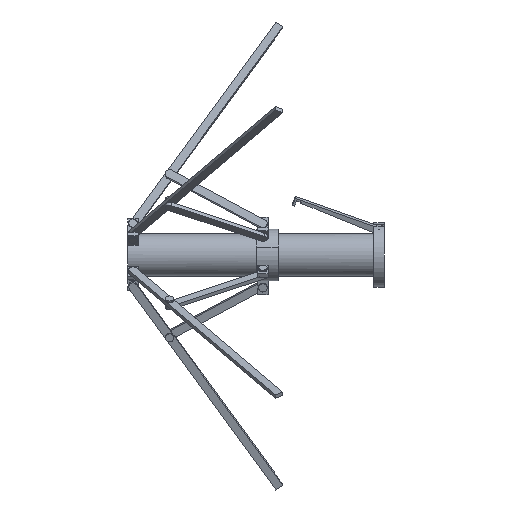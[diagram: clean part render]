
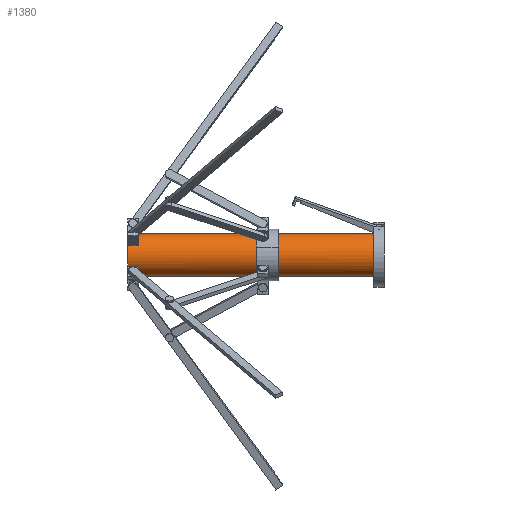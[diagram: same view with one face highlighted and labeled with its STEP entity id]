
A CAD part, left-side view. The second image highlights one B-rep face of the part: STEP entity #1380.
In plain terms, the highlighted cylindrical face has radius 10 mm (diameter 20 mm), a partial arc.
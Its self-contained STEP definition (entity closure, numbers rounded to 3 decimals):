
#64 = ORIENTED_EDGE ( 'NONE', *, *, #1544, .F. ) ;
#212 = CARTESIAN_POINT ( 'NONE',  ( -2.167, -120., 9.762 ) ) ;
#226 = DIRECTION ( 'NONE',  ( 0., -1., 0. ) ) ;
#305 = EDGE_CURVE ( 'NONE', #7160, #1422, #7559, .T. ) ;
#348 = EDGE_CURVE ( 'NONE', #2110, #1384, #3604, .T. ) ;
#358 = CARTESIAN_POINT ( 'NONE',  ( -7.786, -5., 6.275 ) ) ;
#359 = CIRCLE ( 'NONE', #650, 10. ) ;
#547 = DIRECTION ( 'NONE',  ( 0., -1., 0. ) ) ;
#562 = DIRECTION ( 'NONE',  ( 0., 0., -1. ) ) ;
#632 = DIRECTION ( 'NONE',  ( 0., -1., 0. ) ) ;
#650 = AXIS2_PLACEMENT_3D ( 'NONE', #6040, #226, #4392 ) ;
#877 = DIRECTION ( 'NONE',  ( 0., 0., 1. ) ) ;
#897 = CARTESIAN_POINT ( 'NONE',  ( 0., 0., 0. ) ) ;
#927 = FACE_OUTER_BOUND ( 'NONE', #4219, .T. ) ;
#1020 = AXIS2_PLACEMENT_3D ( 'NONE', #5837, #2835, #2349 ) ;
#1115 = DIRECTION ( 'NONE',  ( 0., 0., 1. ) ) ;
#1146 = EDGE_CURVE ( 'NONE', #5432, #3144, #2126, .T. ) ;
#1172 = CARTESIAN_POINT ( 'NONE',  ( 0., -120., 0. ) ) ;
#1335 = CARTESIAN_POINT ( 'NONE',  ( -8.374, 0., -5.466 ) ) ;
#1348 = ORIENTED_EDGE ( 'NONE', *, *, #4887, .F. ) ;
#1372 = ORIENTED_EDGE ( 'NONE', *, *, #4792, .T. ) ;
#1380 = ADVANCED_FACE ( 'NONE', ( #927 ), #2742, .T. ) ;
#1384 = VERTEX_POINT ( 'NONE', #5278 ) ;
#1422 = VERTEX_POINT ( 'NONE', #3642 ) ;
#1433 = LINE ( 'NONE', #5982, #4628 ) ;
#1445 = CARTESIAN_POINT ( 'NONE',  ( -4.965, -115., 8.68 ) ) ;
#1544 = EDGE_CURVE ( 'NONE', #4672, #2798, #4877, .T. ) ;
#1650 = CARTESIAN_POINT ( 'NONE',  ( 0., -115., -10. ) ) ;
#1665 = VERTEX_POINT ( 'NONE', #358 ) ;
#1673 = ORIENTED_EDGE ( 'NONE', *, *, #3195, .F. ) ;
#1723 = CARTESIAN_POINT ( 'NONE',  ( 0., 0., -10. ) ) ;
#1756 = AXIS2_PLACEMENT_3D ( 'NONE', #5760, #2248, #4546 ) ;
#1790 = VECTOR ( 'NONE', #5362, 1000. ) ;
#1827 = DIRECTION ( 'NONE',  ( 0., 1., 0. ) ) ;
#1932 = EDGE_CURVE ( 'NONE', #2798, #3144, #2028, .T. ) ;
#1979 = CARTESIAN_POINT ( 'NONE',  ( -2.167, -115., 9.762 ) ) ;
#1983 = ORIENTED_EDGE ( 'NONE', *, *, #348, .T. ) ;
#2028 = LINE ( 'NONE', #3466, #4872 ) ;
#2029 = CARTESIAN_POINT ( 'NONE',  ( 0., -120., -10. ) ) ;
#2042 = EDGE_CURVE ( 'NONE', #5432, #7160, #4316, .T. ) ;
#2048 = VECTOR ( 'NONE', #4459, 1000. ) ;
#2110 = VERTEX_POINT ( 'NONE', #5459 ) ;
#2126 = CIRCLE ( 'NONE', #3217, 10. ) ;
#2188 = CIRCLE ( 'NONE', #5048, 10. ) ;
#2248 = DIRECTION ( 'NONE',  ( 0., -1., 0. ) ) ;
#2349 = DIRECTION ( 'NONE',  ( 0., 0., 1. ) ) ;
#2471 = EDGE_CURVE ( 'NONE', #5231, #6708, #7349, .T. ) ;
#2647 = DIRECTION ( 'NONE',  ( 0., 1., 0. ) ) ;
#2732 = VERTEX_POINT ( 'NONE', #4208 ) ;
#2735 = VECTOR ( 'NONE', #3547, 1000. ) ;
#2742 = CYLINDRICAL_SURFACE ( 'NONE', #4806, 10. ) ;
#2798 = VERTEX_POINT ( 'NONE', #3130 ) ;
#2835 = DIRECTION ( 'NONE',  ( 0., 1., 0. ) ) ;
#2892 = DIRECTION ( 'NONE',  ( 0., -1., 0. ) ) ;
#2904 = DIRECTION ( 'NONE',  ( 0., -1., 0. ) ) ;
#2908 = CIRCLE ( 'NONE', #1020, 10. ) ;
#2934 = CARTESIAN_POINT ( 'NONE',  ( -2.167, -115., 9.762 ) ) ;
#3005 = VECTOR ( 'NONE', #632, 1000. ) ;
#3111 = EDGE_CURVE ( 'NONE', #1422, #3477, #6044, .T. ) ;
#3126 = AXIS2_PLACEMENT_3D ( 'NONE', #897, #2647, #7343 ) ;
#3130 = CARTESIAN_POINT ( 'NONE',  ( -7.117, 0., -7.025 ) ) ;
#3144 = VERTEX_POINT ( 'NONE', #3399 ) ;
#3195 = EDGE_CURVE ( 'NONE', #6369, #2732, #2908, .T. ) ;
#3217 = AXIS2_PLACEMENT_3D ( 'NONE', #5241, #2904, #1115 ) ;
#3220 = ORIENTED_EDGE ( 'NONE', *, *, #5267, .T. ) ;
#3239 = CARTESIAN_POINT ( 'NONE',  ( -7.786, 0., 6.275 ) ) ;
#3399 = CARTESIAN_POINT ( 'NONE',  ( -7.117, -5., -7.025 ) ) ;
#3400 = LINE ( 'NONE', #2029, #7086 ) ;
#3462 = EDGE_CURVE ( 'NONE', #6708, #6274, #5580, .T. ) ;
#3466 = CARTESIAN_POINT ( 'NONE',  ( -7.117, -120., -7.025 ) ) ;
#3477 = VERTEX_POINT ( 'NONE', #4597 ) ;
#3547 = DIRECTION ( 'NONE',  ( 0., 1., 0. ) ) ;
#3604 = LINE ( 'NONE', #1445, #2048 ) ;
#3642 = CARTESIAN_POINT ( 'NONE',  ( -8.88, 0., 4.598 ) ) ;
#3656 = CARTESIAN_POINT ( 'NONE',  ( -8.374, -120., -5.466 ) ) ;
#3743 = VERTEX_POINT ( 'NONE', #1650 ) ;
#3811 = DIRECTION ( 'NONE',  ( 0., 1., 0. ) ) ;
#4208 = CARTESIAN_POINT ( 'NONE',  ( 0., 0., 10. ) ) ;
#4219 = EDGE_LOOP ( 'NONE', ( #1348, #7056, #1983, #3220, #6435, #5643, #1372, #1673, #4551, #4928, #5447, #7320, #6339, #6587, #5611, #64 ) ) ;
#4287 = EDGE_CURVE ( 'NONE', #1665, #3477, #359, .T. ) ;
#4316 = LINE ( 'NONE', #3656, #2735 ) ;
#4392 = DIRECTION ( 'NONE',  ( 0., 0., 1. ) ) ;
#4459 = DIRECTION ( 'NONE',  ( 0., -1., 0. ) ) ;
#4529 = CARTESIAN_POINT ( 'NONE',  ( -8.88, -120., 4.598 ) ) ;
#4546 = DIRECTION ( 'NONE',  ( 0., 0., -1. ) ) ;
#4551 = ORIENTED_EDGE ( 'NONE', *, *, #6997, .F. ) ;
#4552 = AXIS2_PLACEMENT_3D ( 'NONE', #6423, #2892, #562 ) ;
#4597 = CARTESIAN_POINT ( 'NONE',  ( -8.88, -5., 4.598 ) ) ;
#4628 = VECTOR ( 'NONE', #7220, 1000. ) ;
#4672 = VERTEX_POINT ( 'NONE', #1723 ) ;
#4740 = DIRECTION ( 'NONE',  ( 0., 0., 1. ) ) ;
#4790 = DIRECTION ( 'NONE',  ( 0., 1., 0. ) ) ;
#4792 = EDGE_CURVE ( 'NONE', #5231, #2732, #1433, .T. ) ;
#4806 = AXIS2_PLACEMENT_3D ( 'NONE', #6522, #1827, #5901 ) ;
#4872 = VECTOR ( 'NONE', #547, 1000. ) ;
#4877 = CIRCLE ( 'NONE', #3126, 10. ) ;
#4887 = EDGE_CURVE ( 'NONE', #3743, #4672, #3400, .T. ) ;
#4928 = ORIENTED_EDGE ( 'NONE', *, *, #4287, .T. ) ;
#4996 = CARTESIAN_POINT ( 'NONE',  ( 0., -115., 10. ) ) ;
#5048 = AXIS2_PLACEMENT_3D ( 'NONE', #1172, #4790, #4740 ) ;
#5112 = VECTOR ( 'NONE', #5124, 1000. ) ;
#5124 = DIRECTION ( 'NONE',  ( 0., -1., 0. ) ) ;
#5231 = VERTEX_POINT ( 'NONE', #4996 ) ;
#5241 = CARTESIAN_POINT ( 'NONE',  ( 0., -5., 0. ) ) ;
#5267 = EDGE_CURVE ( 'NONE', #1384, #6274, #2188, .T. ) ;
#5278 = CARTESIAN_POINT ( 'NONE',  ( -4.965, -120., 8.68 ) ) ;
#5362 = DIRECTION ( 'NONE',  ( 0., 1., 0. ) ) ;
#5432 = VERTEX_POINT ( 'NONE', #6597 ) ;
#5447 = ORIENTED_EDGE ( 'NONE', *, *, #3111, .F. ) ;
#5459 = CARTESIAN_POINT ( 'NONE',  ( -4.965, -115., 8.68 ) ) ;
#5580 = LINE ( 'NONE', #2934, #3005 ) ;
#5611 = ORIENTED_EDGE ( 'NONE', *, *, #1932, .F. ) ;
#5643 = ORIENTED_EDGE ( 'NONE', *, *, #2471, .F. ) ;
#5760 = CARTESIAN_POINT ( 'NONE',  ( 0., -115., 0. ) ) ;
#5804 = EDGE_CURVE ( 'NONE', #2110, #3743, #6596, .T. ) ;
#5837 = CARTESIAN_POINT ( 'NONE',  ( 0., 0., 0. ) ) ;
#5901 = DIRECTION ( 'NONE',  ( 0., 0., 1. ) ) ;
#5982 = CARTESIAN_POINT ( 'NONE',  ( 0., -120., 10. ) ) ;
#6040 = CARTESIAN_POINT ( 'NONE',  ( 0., -5., 0. ) ) ;
#6044 = LINE ( 'NONE', #4529, #5112 ) ;
#6274 = VERTEX_POINT ( 'NONE', #212 ) ;
#6315 = AXIS2_PLACEMENT_3D ( 'NONE', #7371, #7348, #877 ) ;
#6339 = ORIENTED_EDGE ( 'NONE', *, *, #2042, .F. ) ;
#6369 = VERTEX_POINT ( 'NONE', #3239 ) ;
#6423 = CARTESIAN_POINT ( 'NONE',  ( 0., -115., 0. ) ) ;
#6435 = ORIENTED_EDGE ( 'NONE', *, *, #3462, .F. ) ;
#6522 = CARTESIAN_POINT ( 'NONE',  ( 0., -120., 0. ) ) ;
#6587 = ORIENTED_EDGE ( 'NONE', *, *, #1146, .T. ) ;
#6596 = CIRCLE ( 'NONE', #4552, 10. ) ;
#6597 = CARTESIAN_POINT ( 'NONE',  ( -8.374, -5., -5.466 ) ) ;
#6708 = VERTEX_POINT ( 'NONE', #1979 ) ;
#6997 = EDGE_CURVE ( 'NONE', #1665, #6369, #7224, .T. ) ;
#7056 = ORIENTED_EDGE ( 'NONE', *, *, #5804, .F. ) ;
#7086 = VECTOR ( 'NONE', #3811, 1000. ) ;
#7139 = CARTESIAN_POINT ( 'NONE',  ( -7.786, -120., 6.275 ) ) ;
#7160 = VERTEX_POINT ( 'NONE', #1335 ) ;
#7220 = DIRECTION ( 'NONE',  ( 0., 1., 0. ) ) ;
#7224 = LINE ( 'NONE', #7139, #1790 ) ;
#7320 = ORIENTED_EDGE ( 'NONE', *, *, #305, .F. ) ;
#7343 = DIRECTION ( 'NONE',  ( 0., 0., 1. ) ) ;
#7348 = DIRECTION ( 'NONE',  ( 0., 1., 0. ) ) ;
#7349 = CIRCLE ( 'NONE', #1756, 10. ) ;
#7371 = CARTESIAN_POINT ( 'NONE',  ( 0., 0., 0. ) ) ;
#7559 = CIRCLE ( 'NONE', #6315, 10. ) ;
